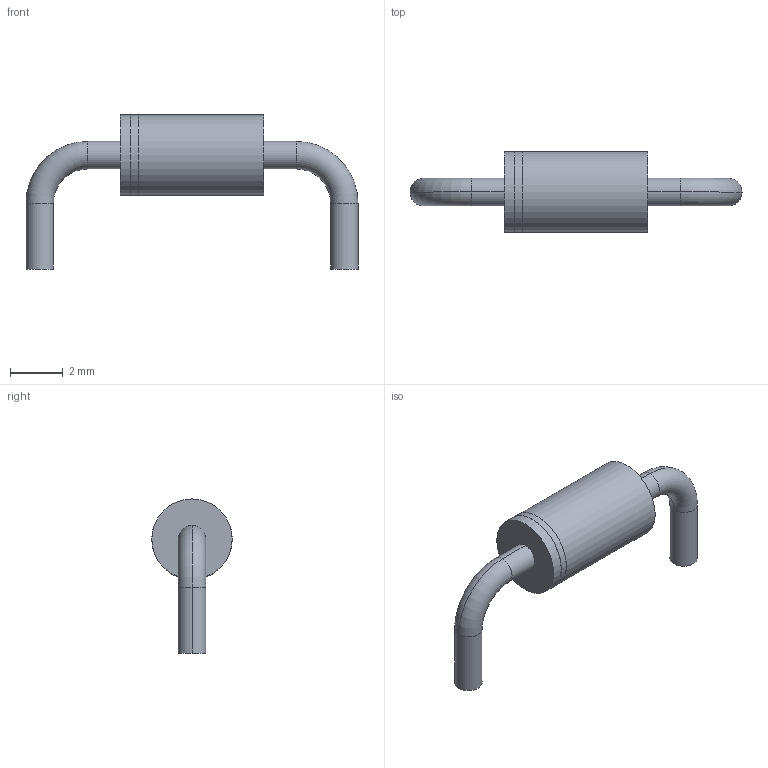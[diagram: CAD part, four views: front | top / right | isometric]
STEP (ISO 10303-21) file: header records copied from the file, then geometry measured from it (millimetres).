
FILE_DESCRIPTION(('STEP AP214'),'1');
FILE_NAME('DIODE_AFL-W2Y1_8D_MOT','2025-09-25T02:45:06',(''),(''),'','','');
FILE_SCHEMA(('AUTOMOTIVE_DESIGN'));
Length unit declared in the file: millimetre
Products named in the file (1): product
Bounding box: 12.59 x 3.05 x 5.84 mm (x, y, z)
Volume: 51 mm3; surface area: 118.6 mm2
Topology: 4 solids, 4 shells, 23 faces, 41 edges, 26 vertices
Faces by surface type: cylinder 11, plane 8, torus 4
Full cylindrical faces by diameter (mm): 3.049 x2, 3.054 x1
Entity records: 727 total; most frequent: DIRECTION 118, ORIENTED_EDGE 76, CARTESIAN_POINT 65, AXIS2_PLACEMENT_3D 55, EDGE_CURVE 38, CIRCLE 30, EDGE_LOOP 28, VERTEX_POINT 26
